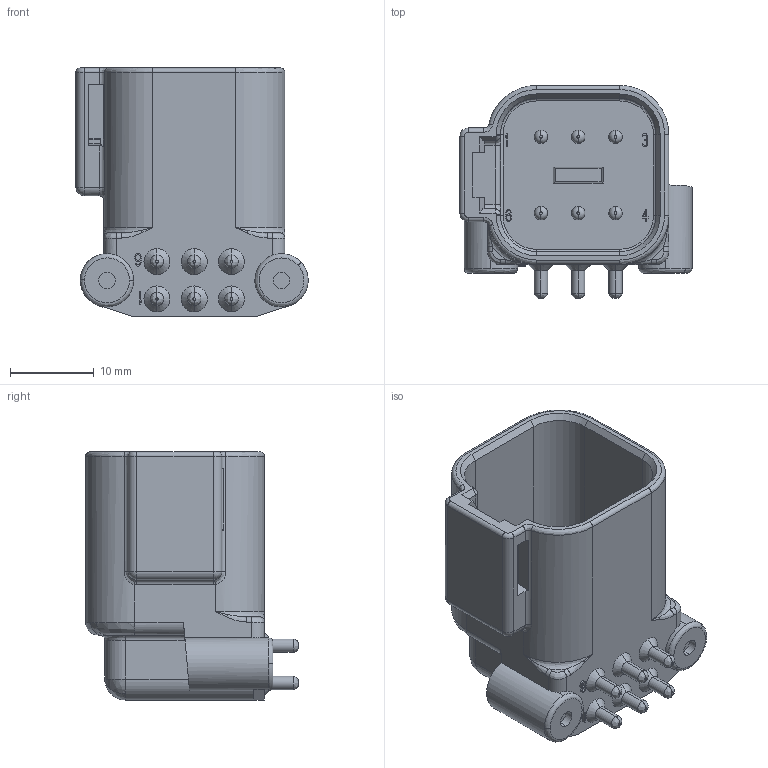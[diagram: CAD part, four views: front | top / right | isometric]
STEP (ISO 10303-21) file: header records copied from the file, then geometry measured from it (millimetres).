
FILE_DESCRIPTION (( 'STEP AP214' ), '1' );
FILE_NAME ('DTF13-6P.STEP', '2023-07-06T14:19:58', ( '' ), ( '' ), 'SwSTEP 2.0', 'SolidWorks 2017', '' );
FILE_SCHEMA (( 'AUTOMOTIVE_DESIGN' ));
Length unit declared in the file: millimetre
Products named in the file (2): DTF13-6P; DTF13-6P_DTF13-6P
Assembly tree (1 placements, depth 2):
  DTF13-6P
    DTF13-6P_DTF13-6P
Bounding box: 27.71 x 25.39 x 29.59 mm (x, y, z)
Volume: 6374.8 mm3; surface area: 5195.6 mm2
Topology: 13 solids, 13 shells, 480 faces, 1230 edges, 786 vertices
Faces by surface type: plane 308, cylinder 82, bspline 56, cone 18, torus 16
Entity records: 16755 total; most frequent: CARTESIAN_POINT 5283, ORIENTED_EDGE 2446, DIRECTION 2189, EDGE_CURVE 1223, VECTOR 867, LINE 867, VERTEX_POINT 786, AXIS2_PLACEMENT_3D 661
